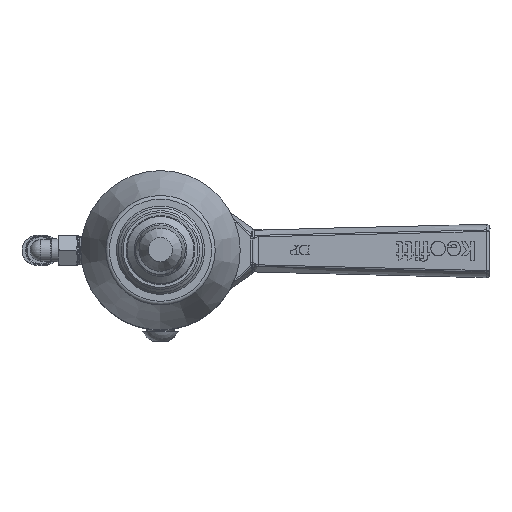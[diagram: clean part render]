
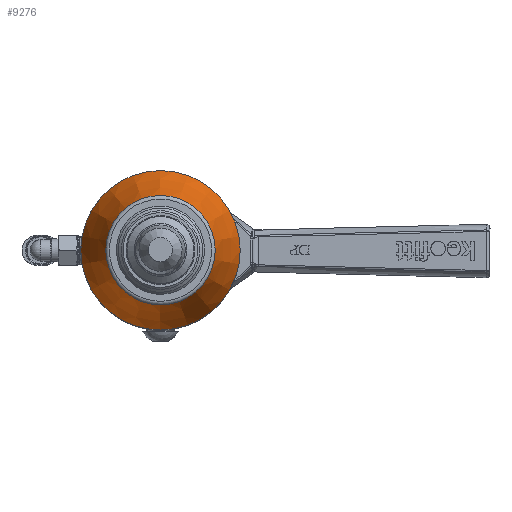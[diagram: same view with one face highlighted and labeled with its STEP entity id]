
A CAD part, top view. The second image highlights one B-rep face of the part: STEP entity #9276.
In plain terms, the highlighted conical face has half-angle 20.608 degrees and reference radius 17.416 mm.
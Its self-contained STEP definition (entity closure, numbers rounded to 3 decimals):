
#63=CONICAL_SURFACE('',#9855,17.416,0.36);
#1345=FACE_OUTER_BOUND('',#1891,.T.);
#1891=EDGE_LOOP('',(#8016,#8017,#8018,#8019,#8020));
#2586=LINE('',#17371,#3250);
#3250=VECTOR('',#11608,17.416);
#3475=CIRCLE('',#9847,20.8);
#3477=CIRCLE('',#9852,14.275);
#3478=CIRCLE('',#9853,14.275);
#4280=VERTEX_POINT('',#17357);
#4282=VERTEX_POINT('',#17365);
#4283=VERTEX_POINT('',#17366);
#5533=EDGE_CURVE('',#4280,#4280,#3475,.T.);
#5535=EDGE_CURVE('',#4282,#4283,#3477,.T.);
#5536=EDGE_CURVE('',#4283,#4282,#3478,.T.);
#5538=EDGE_CURVE('',#4280,#4283,#2586,.T.);
#8016=ORIENTED_EDGE('',*,*,#5533,.F.);
#8017=ORIENTED_EDGE('',*,*,#5538,.T.);
#8018=ORIENTED_EDGE('',*,*,#5535,.F.);
#8019=ORIENTED_EDGE('',*,*,#5536,.F.);
#8020=ORIENTED_EDGE('',*,*,#5538,.F.);
#9276=ADVANCED_FACE('',(#1345),#63,.T.);
#9847=AXIS2_PLACEMENT_3D('',#17359,#11590,#11591);
#9852=AXIS2_PLACEMENT_3D('',#17367,#11600,#11601);
#9853=AXIS2_PLACEMENT_3D('',#17368,#11602,#11603);
#9855=AXIS2_PLACEMENT_3D('',#17370,#11606,#11607);
#11590=DIRECTION('center_axis',(0.,0.,-1.));
#11591=DIRECTION('ref_axis',(1.,0.,0.));
#11600=DIRECTION('center_axis',(0.,0.,1.));
#11601=DIRECTION('ref_axis',(0.,-1.,0.));
#11602=DIRECTION('center_axis',(0.,0.,1.));
#11603=DIRECTION('ref_axis',(0.,-1.,0.));
#11606=DIRECTION('center_axis',(0.,0.,-1.));
#11607=DIRECTION('ref_axis',(0.,1.,0.));
#11608=DIRECTION('',(0.,0.352,0.936));
#17357=CARTESIAN_POINT('',(0.,-20.8,-18.));
#17359=CARTESIAN_POINT('Origin',(0.,0.,-18.));
#17365=CARTESIAN_POINT('',(14.275,0.,-0.648));
#17366=CARTESIAN_POINT('',(0.,-14.275,-0.648));
#17367=CARTESIAN_POINT('Origin',(0.,0.,-0.648));
#17368=CARTESIAN_POINT('Origin',(0.,0.,-0.648));
#17370=CARTESIAN_POINT('Origin',(0.,0.,-9.));
#17371=CARTESIAN_POINT('',(0.,-17.416,-9.));
